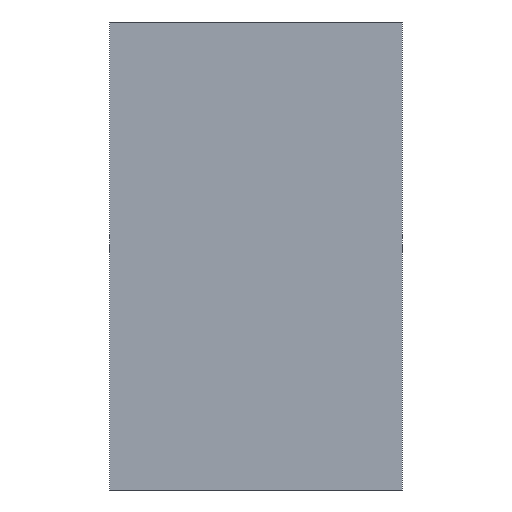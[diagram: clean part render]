
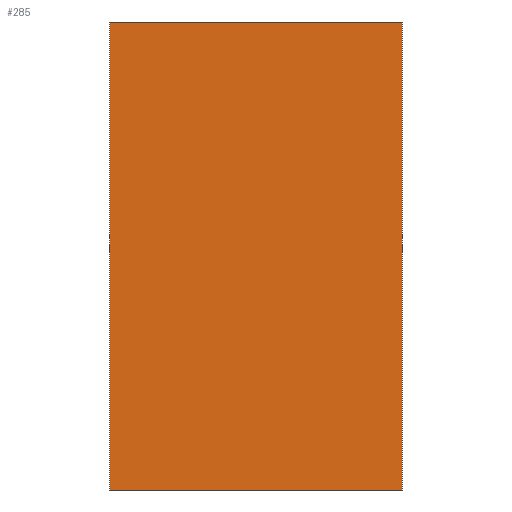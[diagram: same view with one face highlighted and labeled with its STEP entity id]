
A CAD part, left-side view. The second image highlights one B-rep face of the part: STEP entity #285.
In plain terms, the highlighted planar face has unit normal (-1, 0, 0).
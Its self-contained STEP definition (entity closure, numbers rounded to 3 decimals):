
#191=DIRECTION('',(0.,-1.,0.));
#192=VECTOR('',#191,1.);
#193=CARTESIAN_POINT('',(-0.25,0.5,0.));
#194=LINE('',#193,#192);
#207=DIRECTION('',(0.,0.,1.));
#208=VECTOR('',#207,1.6);
#209=CARTESIAN_POINT('',(-0.25,0.5,0.));
#210=LINE('',#209,#208);
#219=DIRECTION('',(0.,0.,1.));
#220=VECTOR('',#219,1.6);
#221=CARTESIAN_POINT('',(-0.25,-0.5,0.));
#222=LINE('',#221,#220);
#223=DIRECTION('',(0.,-1.,0.));
#224=VECTOR('',#223,1.);
#225=CARTESIAN_POINT('',(-0.25,0.5,1.6));
#226=LINE('',#225,#224);
#239=CARTESIAN_POINT('',(-0.25,0.5,0.));
#240=CARTESIAN_POINT('',(-0.25,-0.5,0.));
#241=VERTEX_POINT('',#239);
#242=VERTEX_POINT('',#240);
#247=CARTESIAN_POINT('',(-0.25,0.5,1.6));
#248=CARTESIAN_POINT('',(-0.25,-0.5,1.6));
#249=VERTEX_POINT('',#247);
#250=VERTEX_POINT('',#248);
#271=CARTESIAN_POINT('',(-0.25,0.5,0.));
#272=DIRECTION('',(-1.,0.,0.));
#273=DIRECTION('',(0.,-1.,0.));
#274=AXIS2_PLACEMENT_3D('',#271,#272,#273);
#275=PLANE('',#274);
#276=ORIENTED_EDGE('',*,*,#260,.F.);
#278=ORIENTED_EDGE('',*,*,#277,.T.);
#280=ORIENTED_EDGE('',*,*,#279,.T.);
#282=ORIENTED_EDGE('',*,*,#281,.F.);
#283=EDGE_LOOP('',(#276,#278,#280,#282));
#284=FACE_OUTER_BOUND('',#283,.F.);
#285=ADVANCED_FACE('',(#284),#275,.T.);
#260=EDGE_CURVE('',#241,#242,#194,.T.);
#277=EDGE_CURVE('',#241,#249,#210,.T.);
#279=EDGE_CURVE('',#249,#250,#226,.T.);
#281=EDGE_CURVE('',#242,#250,#222,.T.);
